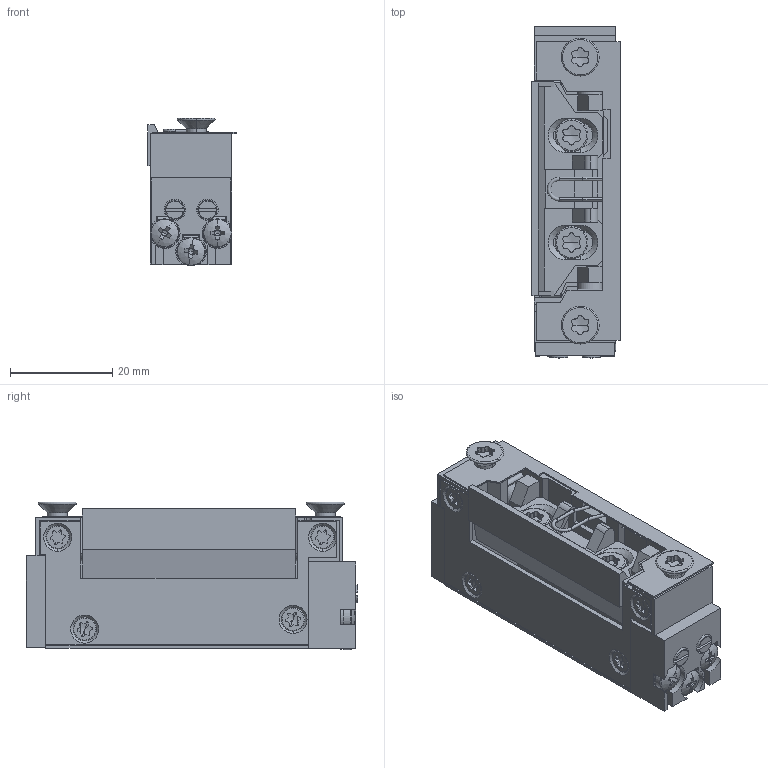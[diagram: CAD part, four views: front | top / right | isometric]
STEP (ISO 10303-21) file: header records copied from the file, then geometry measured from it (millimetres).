
FILE_DESCRIPTION (( 'STEP AP214' ), '1' );
FILE_NAME ('SEM1CRCF.STEP', '2021-08-05T13:36:24', ( '' ), ( '' ), 'SwSTEP 2.0', 'SolidWorks 2020', '' );
FILE_SCHEMA (( 'AUTOMOTIVE_DESIGN' ));
Length unit declared in the file: millimetre
Products named in the file (19): PP0047-RED TERMINAL BLOCK; PP0049-BLACK TERMINAL BLOCK; MP1205-DEMI TOUR; FP0060-TB INSERT NUTM3_SERTI; EP0068-RED TERMINAL BLOCK ASSEMBLY; MP1206-SUPPORT DEMI TOUR_CRCF; SEM1CRCF; MP1207-LANGUETTE RESSORT; ISO 7045 - M3 x 5 - Z --- 5C_ISO 7045 - M3 x 5 - Z --- 5C; EP0072-VARISTOR; FP0057-ISO14581 M2.5 x 5; EP0064-MICROSWITCH; FP0282-ISO14581 M3.5 x 8; FP0058-ISO14581 M4 x 8; MP1203-BOITIER; ISO 1207 - M2 x 10 --- 10N_ISO 1207 - M2 x 10 --- 10N; EP0070-BLACKTERMINAL BLOCK ASSEMBLY; MP0229-CONTACT SPRING COVER_V2; MP1205-COUVERCLE
Assembly tree (36 placements, depth 3):
  SEM1CRCF
    MP1203-BOITIER
    MP1206-SUPPORT DEMI TOUR_CRCF
    MP1205-DEMI TOUR
    MP1205-COUVERCLE
    EP0068-RED TERMINAL BLOCK ASSEMBLY
      PP0047-RED TERMINAL BLOCK
      FP0060-TB INSERT NUTM3_SERTI  x4
      ISO 7045 - M3 x 5 - Z --- 5C_ISO 7045 - M3 x 5 - Z --- 5C  x4
      EP0072-VARISTOR
    FP0282-ISO14581 M3.5 x 8  x2
    FP0058-ISO14581 M4 x 8  x2
    FP0057-ISO14581 M2.5 x 5  x4
    EP0070-BLACKTERMINAL BLOCK ASSEMBLY
      PP0049-BLACK TERMINAL BLOCK
      FP0060-TB INSERT NUTM3_SERTI  x3
      ISO 7045 - M3 x 5 - Z --- 5C_ISO 7045 - M3 x 5 - Z --- 5C  x3
      EP0064-MICROSWITCH
      ISO 1207 - M2 x 10 --- 10N_ISO 1207 - M2 x 10 --- 10N  x2
    MP1207-LANGUETTE RESSORT
    MP0229-CONTACT SPRING COVER_V2
Bounding box: 17.25 x 65.02 x 28.9 mm (x, y, z)
Volume: 16005.9 mm3; surface area: 19603.6 mm2
Topology: 34 solids, 34 shells, 1419 faces, 3761 edges, 2387 vertices
Faces by surface type: plane 688, cylinder 399, cone 211, torus 107, sphere 14
Entity records: 22676 total; most frequent: CARTESIAN_POINT 4456, ORIENTED_EDGE 3662, DIRECTION 3604, EDGE_CURVE 1831, AXIS2_PLACEMENT_3D 1231, VERTEX_POINT 1186, VECTOR 1142, LINE 1142
